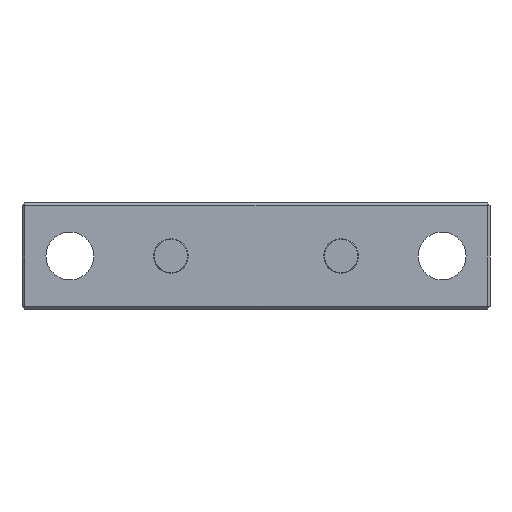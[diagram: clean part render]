
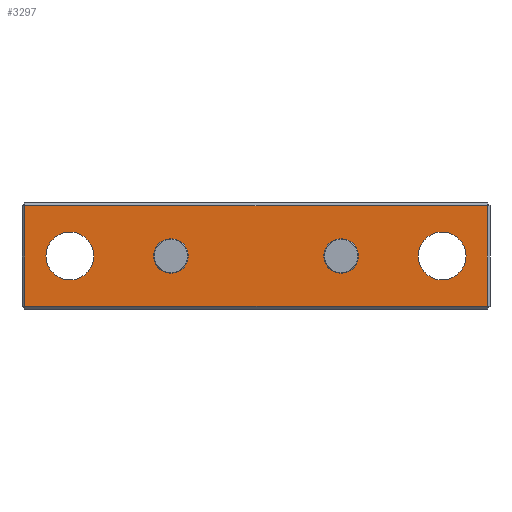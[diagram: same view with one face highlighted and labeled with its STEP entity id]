
A CAD part, front view. The second image highlights one B-rep face of the part: STEP entity #3297.
In plain terms, the highlighted planar face has unit normal (0, -1, 0).
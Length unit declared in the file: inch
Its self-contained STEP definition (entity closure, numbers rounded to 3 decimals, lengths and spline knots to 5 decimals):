
#73 = FACE_BOUND ( 'NONE', #6319, .T. ) ;
#235 = VERTEX_POINT ( 'NONE', #365 ) ;
#260 = CIRCLE ( 'NONE', #6126, 0.06382 ) ;
#284 = DIRECTION ( 'NONE',  ( 0., 1., 0. ) ) ;
#365 = CARTESIAN_POINT ( 'NONE',  ( -0.68898, -0.47244, 0.0885 ) ) ;
#414 = CIRCLE ( 'NONE', #6584, 0.06382 ) ;
#461 = ORIENTED_EDGE ( 'NONE', *, *, #514, .T. ) ;
#514 = EDGE_CURVE ( 'NONE', #235, #5368, #1924, .T. ) ;
#658 = DIRECTION ( 'NONE',  ( 0., 0., 1. ) ) ;
#700 = EDGE_CURVE ( 'NONE', #4790, #4532, #4138, .T. ) ;
#835 = EDGE_CURVE ( 'NONE', #9178, #5006, #8104, .T. ) ;
#870 = CARTESIAN_POINT ( 'NONE',  ( 0.68898, -0.47244, 0.0885 ) ) ;
#991 = AXIS2_PLACEMENT_3D ( 'NONE', #9572, #5121, #658 ) ;
#1065 = VERTEX_POINT ( 'NONE', #2402 ) ;
#1112 = CARTESIAN_POINT ( 'NONE',  ( 0.86614, -0.47244, 0.18685 ) ) ;
#1128 = EDGE_CURVE ( 'NONE', #1623, #4989, #260, .T. ) ;
#1256 = EDGE_CURVE ( 'NONE', #5006, #9178, #1752, .T. ) ;
#1392 = EDGE_CURVE ( 'NONE', #1065, #5510, #4798, .T. ) ;
#1455 = EDGE_CURVE ( 'NONE', #8970, #1065, #1872, .T. ) ;
#1578 = EDGE_CURVE ( 'NONE', #5510, #7687, #2113, .T. ) ;
#1602 = CARTESIAN_POINT ( 'NONE',  ( -0.85614, -0.47244, -0.18685 ) ) ;
#1623 = VERTEX_POINT ( 'NONE', #5367 ) ;
#1637 = VECTOR ( 'NONE', #5322, 39.37008 ) ;
#1695 = CARTESIAN_POINT ( 'NONE',  ( -0.31496, -0.47244, -0.06382 ) ) ;
#1749 = EDGE_CURVE ( 'NONE', #7687, #8970, #3622, .T. ) ;
#1752 = CIRCLE ( 'NONE', #7102, 0.06382 ) ;
#1770 = DIRECTION ( 'NONE',  ( 0., 1., 0. ) ) ;
#1872 = LINE ( 'NONE', #1112, #5872 ) ;
#1924 = CIRCLE ( 'NONE', #8042, 0.0885 ) ;
#1938 = CARTESIAN_POINT ( 'NONE',  ( 0.68898, -0.47244, -0.0885 ) ) ;
#2113 = LINE ( 'NONE', #7581, #3876 ) ;
#2309 = EDGE_LOOP ( 'NONE', ( #3825, #4796 ) ) ;
#2316 = ORIENTED_EDGE ( 'NONE', *, *, #9299, .T. ) ;
#2402 = CARTESIAN_POINT ( 'NONE',  ( -0.85614, -0.47244, 0.18685 ) ) ;
#2481 = CARTESIAN_POINT ( 'NONE',  ( 0.31496, -0.47244, -0.06382 ) ) ;
#2510 = CARTESIAN_POINT ( 'NONE',  ( 0.86614, -0.47244, 0. ) ) ;
#2549 = ORIENTED_EDGE ( 'NONE', *, *, #1455, .T. ) ;
#2562 = CIRCLE ( 'NONE', #7482, 0.0885 ) ;
#2867 = CARTESIAN_POINT ( 'NONE',  ( -0.68898, -0.47244, -0.0885 ) ) ;
#2883 = DIRECTION ( 'NONE',  ( 0., 1., 0. ) ) ;
#2924 = CARTESIAN_POINT ( 'NONE',  ( 0.85614, -0.47244, 0. ) ) ;
#3042 = EDGE_CURVE ( 'NONE', #4989, #1623, #414, .T. ) ;
#3049 = CARTESIAN_POINT ( 'NONE',  ( -0.68898, -0.47244, 0. ) ) ;
#3264 = DIRECTION ( 'NONE',  ( 0., 0., -1. ) ) ;
#3288 = DIRECTION ( 'NONE',  ( 0., 0., -1. ) ) ;
#3297 = ADVANCED_FACE ( 'NONE', ( #5768, #3791, #73, #7530, #5525 ), #5020, .T. ) ;
#3333 = CIRCLE ( 'NONE', #6603, 0.0885 ) ;
#3368 = ORIENTED_EDGE ( 'NONE', *, *, #1749, .T. ) ;
#3622 = LINE ( 'NONE', #2924, #1637 ) ;
#3788 = DIRECTION ( 'NONE',  ( 0., 0., 1. ) ) ;
#3791 = FACE_BOUND ( 'NONE', #3879, .T. ) ;
#3825 = ORIENTED_EDGE ( 'NONE', *, *, #700, .T. ) ;
#3870 = DIRECTION ( 'NONE',  ( 1., 0., 0. ) ) ;
#3876 = VECTOR ( 'NONE', #3870, 39.37008 ) ;
#3879 = EDGE_LOOP ( 'NONE', ( #461, #2316 ) ) ;
#3944 = CARTESIAN_POINT ( 'NONE',  ( -0.31496, -0.47244, 0. ) ) ;
#3963 = CARTESIAN_POINT ( 'NONE',  ( -0.31496, -0.47244, 0. ) ) ;
#4138 = CIRCLE ( 'NONE', #7375, 0.0885 ) ;
#4160 = CARTESIAN_POINT ( 'NONE',  ( 0.31496, -0.47244, 0.06382 ) ) ;
#4251 = CARTESIAN_POINT ( 'NONE',  ( 0.68898, -0.47244, 0. ) ) ;
#4525 = EDGE_LOOP ( 'NONE', ( #8033, #9330 ) ) ;
#4532 = VERTEX_POINT ( 'NONE', #1938 ) ;
#4685 = DIRECTION ( 'NONE',  ( 0., 0., 1. ) ) ;
#4700 = DIRECTION ( 'NONE',  ( 0., 0., 1. ) ) ;
#4717 = CARTESIAN_POINT ( 'NONE',  ( 0.68898, -0.47244, 0. ) ) ;
#4790 = VERTEX_POINT ( 'NONE', #870 ) ;
#4796 = ORIENTED_EDGE ( 'NONE', *, *, #9045, .T. ) ;
#4798 = LINE ( 'NONE', #7763, #8762 ) ;
#4989 = VERTEX_POINT ( 'NONE', #1695 ) ;
#5006 = VERTEX_POINT ( 'NONE', #2481 ) ;
#5010 = DIRECTION ( 'NONE',  ( 0., 0., 1. ) ) ;
#5020 = PLANE ( 'NONE',  #9174 ) ;
#5121 = DIRECTION ( 'NONE',  ( 0., 1., 0. ) ) ;
#5161 = ORIENTED_EDGE ( 'NONE', *, *, #835, .T. ) ;
#5322 = DIRECTION ( 'NONE',  ( 0., 0., 1. ) ) ;
#5367 = CARTESIAN_POINT ( 'NONE',  ( -0.31496, -0.47244, 0.06382 ) ) ;
#5368 = VERTEX_POINT ( 'NONE', #2867 ) ;
#5480 = DIRECTION ( 'NONE',  ( 0., 0., 1. ) ) ;
#5510 = VERTEX_POINT ( 'NONE', #1602 ) ;
#5525 = FACE_OUTER_BOUND ( 'NONE', #7367, .T. ) ;
#5768 = FACE_BOUND ( 'NONE', #2309, .T. ) ;
#5872 = VECTOR ( 'NONE', #7010, 39.37008 ) ;
#6117 = ORIENTED_EDGE ( 'NONE', *, *, #1392, .T. ) ;
#6126 = AXIS2_PLACEMENT_3D ( 'NONE', #3963, #9152, #4700 ) ;
#6234 = CARTESIAN_POINT ( 'NONE',  ( 0.31496, -0.47244, 0. ) ) ;
#6319 = EDGE_LOOP ( 'NONE', ( #5161, #8860 ) ) ;
#6584 = AXIS2_PLACEMENT_3D ( 'NONE', #3944, #9139, #4685 ) ;
#6603 = AXIS2_PLACEMENT_3D ( 'NONE', #7346, #2883, #8083 ) ;
#6736 = CARTESIAN_POINT ( 'NONE',  ( 0.85614, -0.47244, -0.18685 ) ) ;
#6839 = CARTESIAN_POINT ( 'NONE',  ( 0.85614, -0.47244, 0.18685 ) ) ;
#6983 = DIRECTION ( 'NONE',  ( 0., 0., 1. ) ) ;
#7010 = DIRECTION ( 'NONE',  ( -1., 0., 0. ) ) ;
#7102 = AXIS2_PLACEMENT_3D ( 'NONE', #6234, #1770, #6983 ) ;
#7346 = CARTESIAN_POINT ( 'NONE',  ( -0.68898, -0.47244, 0. ) ) ;
#7367 = EDGE_LOOP ( 'NONE', ( #3368, #2549, #6117, #7816 ) ) ;
#7375 = AXIS2_PLACEMENT_3D ( 'NONE', #4251, #9455, #5010 ) ;
#7482 = AXIS2_PLACEMENT_3D ( 'NONE', #4717, #284, #5480 ) ;
#7530 = FACE_BOUND ( 'NONE', #4525, .T. ) ;
#7581 = CARTESIAN_POINT ( 'NONE',  ( 0.86614, -0.47244, -0.18685 ) ) ;
#7687 = VERTEX_POINT ( 'NONE', #6736 ) ;
#7739 = DIRECTION ( 'NONE',  ( 0., -1., 0. ) ) ;
#7763 = CARTESIAN_POINT ( 'NONE',  ( -0.85614, -0.47244, 0. ) ) ;
#7816 = ORIENTED_EDGE ( 'NONE', *, *, #1578, .T. ) ;
#8033 = ORIENTED_EDGE ( 'NONE', *, *, #1128, .T. ) ;
#8042 = AXIS2_PLACEMENT_3D ( 'NONE', #3049, #8234, #3788 ) ;
#8083 = DIRECTION ( 'NONE',  ( 0., 0., 1. ) ) ;
#8104 = CIRCLE ( 'NONE', #991, 0.06382 ) ;
#8234 = DIRECTION ( 'NONE',  ( 0., 1., 0. ) ) ;
#8762 = VECTOR ( 'NONE', #3288, 39.37008 ) ;
#8860 = ORIENTED_EDGE ( 'NONE', *, *, #1256, .T. ) ;
#8970 = VERTEX_POINT ( 'NONE', #6839 ) ;
#9045 = EDGE_CURVE ( 'NONE', #4532, #4790, #2562, .T. ) ;
#9139 = DIRECTION ( 'NONE',  ( 0., 1., 0. ) ) ;
#9152 = DIRECTION ( 'NONE',  ( 0., 1., 0. ) ) ;
#9174 = AXIS2_PLACEMENT_3D ( 'NONE', #2510, #7739, #3264 ) ;
#9178 = VERTEX_POINT ( 'NONE', #4160 ) ;
#9299 = EDGE_CURVE ( 'NONE', #5368, #235, #3333, .T. ) ;
#9330 = ORIENTED_EDGE ( 'NONE', *, *, #3042, .T. ) ;
#9455 = DIRECTION ( 'NONE',  ( 0., 1., 0. ) ) ;
#9572 = CARTESIAN_POINT ( 'NONE',  ( 0.31496, -0.47244, 0. ) ) ;
